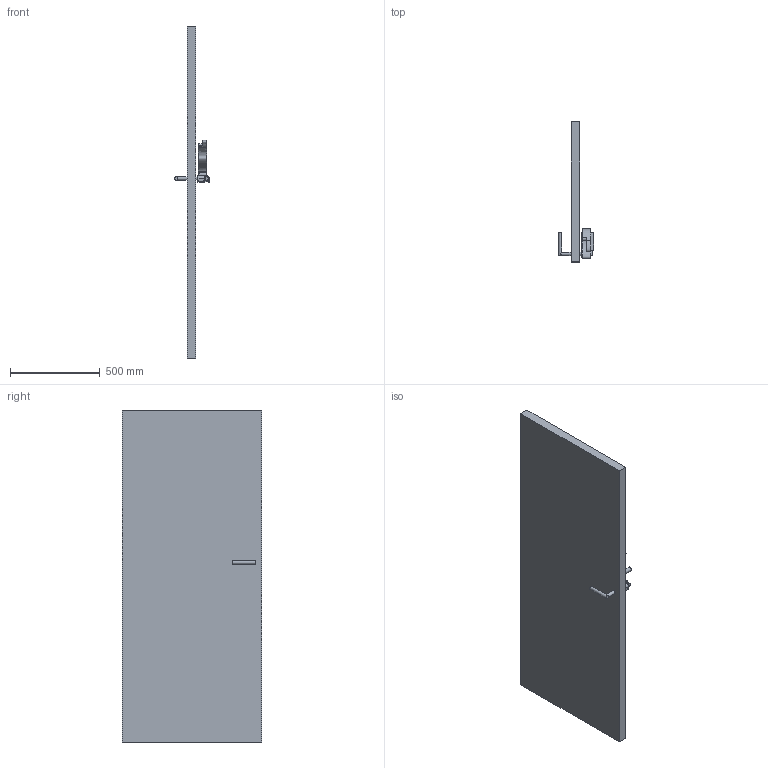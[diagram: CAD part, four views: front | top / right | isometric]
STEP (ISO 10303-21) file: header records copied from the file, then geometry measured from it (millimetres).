
FILE_DESCRIPTION(/* description */ (''),/* implementation_level */ '2;1');
FILE_NAME(/* name */ 'Segunda Entrega v4.step',/* time_stamp */ '2020-08-11T20:50:49-04:00',/* author */ (''),/* organization */ (''),/* preprocessor_version */ 'ST-DEVELOPER v18.1',/* originating_system */ 'Autodesk Translation Framework v9.3.0.1241',/* authorisation */ '');
FILE_SCHEMA (('AUTOMOTIVE_DESIGN { 1 0 10303 214 3 1 1 }'));
Length unit declared in the file: millimetre
Products named in the file (5): Segunda Entrega; Component2; Component5; Component6; Component7
Assembly tree (4 placements, depth 2):
  Segunda Entrega
    Component2
    Component5
    Component6
    Component7
Bounding box: 195.49 x 780 x 1850 mm (x, y, z)
Volume: 72849291.7 mm3; surface area: 3273950.1 mm2
Topology: 5 solids, 5 shells, 149 faces, 402 edges, 262 vertices
Faces by surface type: plane 68, cylinder 42, bspline 36, sphere 2, torus 1
Full cylindrical faces by diameter (mm): 19 x4
Entity records: 6647 total; most frequent: CARTESIAN_POINT 3019, ORIENTED_EDGE 804, DIRECTION 651, EDGE_CURVE 402, VERTEX_POINT 262, AXIS2_PLACEMENT_3D 222, LINE 207, VECTOR 207
